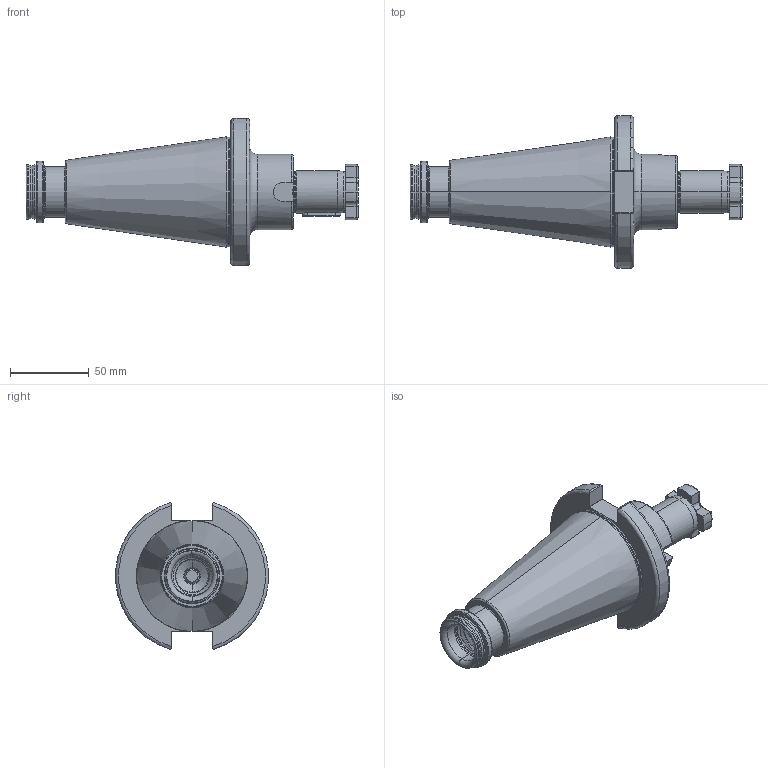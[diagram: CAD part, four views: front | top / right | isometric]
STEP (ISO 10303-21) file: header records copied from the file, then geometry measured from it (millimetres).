
FILE_DESCRIPTION (( 'STEP AP203' ), '1' );
FILE_NAME ('501.10.27.STEP', '2016-11-26T05:24:39', ( '' ), ( '' ), 'SwSTEP 2.0', 'SolidWorks 2012', '' );
FILE_SCHEMA (( 'CONFIG_CONTROL_DESIGN' ));
Length unit declared in the file: millimetre
Products named in the file (4): 501.10.27; 十字螺絲FMB27; SC27用鍵_7x7x25L
Assembly tree (3 placements, depth 2):
  501.10.27
    501.10.27
    十字螺絲FMB27
    SC27用鍵_7x7x25L
Bounding box: 210.8 x 96.94 x 93.38 mm (x, y, z)
Volume: 375628 mm3; surface area: 62178.9 mm2
Topology: 3 solids, 3 shells, 297 faces, 755 edges, 468 vertices
Faces by surface type: cylinder 146, torus 54, plane 51, cone 33, bspline 13
Entity records: 18039 total; most frequent: CARTESIAN_POINT 11042, ORIENTED_EDGE 1510, DIRECTION 1307, EDGE_CURVE 755, AXIS2_PLACEMENT_3D 519, VERTEX_POINT 468, EDGE_LOOP 305, FACE_OUTER_BOUND 297
